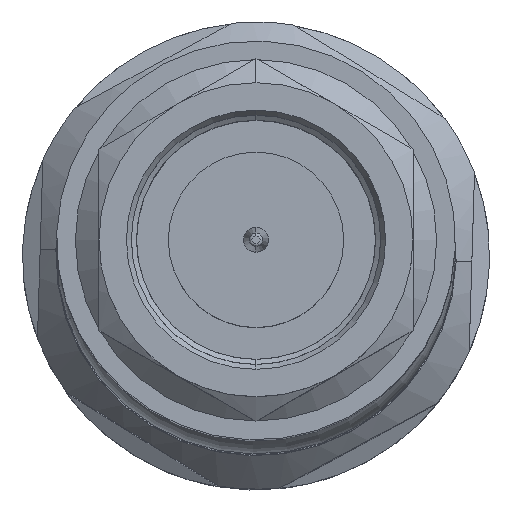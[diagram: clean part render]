
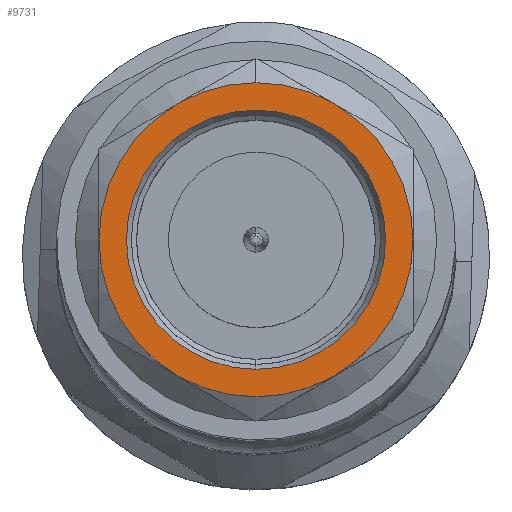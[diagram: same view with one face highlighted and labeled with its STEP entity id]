
A CAD part, top view. The second image highlights one B-rep face of the part: STEP entity #9731.
In plain terms, the highlighted face is planar.
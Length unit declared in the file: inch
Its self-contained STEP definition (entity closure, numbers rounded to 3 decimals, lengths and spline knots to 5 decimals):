
#370 = ORIENTED_EDGE ( 'NONE', *, *, #4283, .T. ) ;
#398 = EDGE_LOOP ( 'NONE', ( #370, #7773 ) ) ;
#657 = FACE_OUTER_BOUND ( 'NONE', #398, .T. ) ;
#926 = EDGE_LOOP ( 'NONE', ( #6244, #2409 ) ) ;
#1285 = CARTESIAN_POINT ( 'NONE',  ( 0.0745, 0., 0. ) ) ;
#1873 = AXIS2_PLACEMENT_3D ( 'NONE', #1285, #8285, #6533 ) ;
#2396 = CARTESIAN_POINT ( 'NONE',  ( 0.0745, 0.15748, 0. ) ) ;
#2409 = ORIENTED_EDGE ( 'NONE', *, *, #4704, .F. ) ;
#2416 = AXIS2_PLACEMENT_3D ( 'NONE', #2396, #11141, #5953 ) ;
#2446 = AXIS2_PLACEMENT_3D ( 'NONE', #3163, #10721, #9819 ) ;
#2788 = CIRCLE ( 'NONE', #2446, 0.15748 ) ;
#3163 = CARTESIAN_POINT ( 'NONE',  ( 0.0745, 0., 0. ) ) ;
#4039 = CIRCLE ( 'NONE', #6030, 0.15748 ) ;
#4283 = EDGE_CURVE ( 'NONE', #4611, #8050, #2788, .T. ) ;
#4611 = VERTEX_POINT ( 'NONE', #9916 ) ;
#4704 = EDGE_CURVE ( 'NONE', #9232, #6118, #6384, .T. ) ;
#4838 = CARTESIAN_POINT ( 'NONE',  ( 0.0745, 0.12998, 0. ) ) ;
#5105 = PLANE ( 'NONE',  #2416 ) ;
#5124 = CIRCLE ( 'NONE', #9438, 0.12998 ) ;
#5716 = DIRECTION ( 'NONE',  ( 0., -1., 0. ) ) ;
#5756 = CARTESIAN_POINT ( 'NONE',  ( 0.0745, 0., 0. ) ) ;
#5768 = DIRECTION ( 'NONE',  ( -1., 0., 0. ) ) ;
#5953 = DIRECTION ( 'NONE',  ( 0., 1., 0. ) ) ;
#6030 = AXIS2_PLACEMENT_3D ( 'NONE', #5756, #9308, #6657 ) ;
#6118 = VERTEX_POINT ( 'NONE', #6485 ) ;
#6244 = ORIENTED_EDGE ( 'NONE', *, *, #10090, .F. ) ;
#6384 = CIRCLE ( 'NONE', #1873, 0.12998 ) ;
#6485 = CARTESIAN_POINT ( 'NONE',  ( 0.0745, -0.12998, 0. ) ) ;
#6533 = DIRECTION ( 'NONE',  ( 0., -1., 0. ) ) ;
#6657 = DIRECTION ( 'NONE',  ( 0., -1., 0. ) ) ;
#7521 = FACE_BOUND ( 'NONE', #926, .T. ) ;
#7773 = ORIENTED_EDGE ( 'NONE', *, *, #8843, .T. ) ;
#8050 = VERTEX_POINT ( 'NONE', #9403 ) ;
#8285 = DIRECTION ( 'NONE',  ( -1., 0., 0. ) ) ;
#8302 = CARTESIAN_POINT ( 'NONE',  ( 0.0745, 0., 0. ) ) ;
#8843 = EDGE_CURVE ( 'NONE', #8050, #4611, #4039, .T. ) ;
#9232 = VERTEX_POINT ( 'NONE', #4838 ) ;
#9308 = DIRECTION ( 'NONE',  ( -1., 0., 0. ) ) ;
#9403 = CARTESIAN_POINT ( 'NONE',  ( 0.0745, 0.15748, 0. ) ) ;
#9438 = AXIS2_PLACEMENT_3D ( 'NONE', #8302, #5768, #5716 ) ;
#9731 = ADVANCED_FACE ( 'NONE', ( #7521, #657 ), #5105, .F. ) ;
#9819 = DIRECTION ( 'NONE',  ( 0., -1., 0. ) ) ;
#9916 = CARTESIAN_POINT ( 'NONE',  ( 0.0745, -0.15748, 0. ) ) ;
#10090 = EDGE_CURVE ( 'NONE', #6118, #9232, #5124, .T. ) ;
#10721 = DIRECTION ( 'NONE',  ( -1., 0., 0. ) ) ;
#11141 = DIRECTION ( 'NONE',  ( 1., 0., 0. ) ) ;
